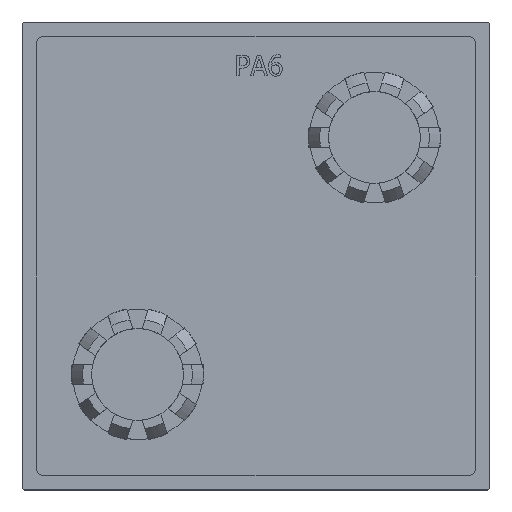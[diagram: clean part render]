
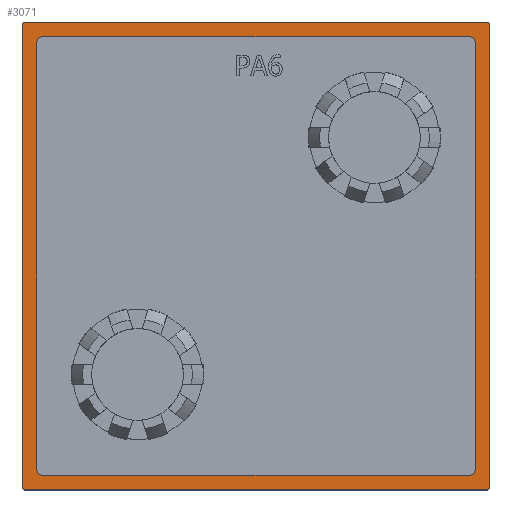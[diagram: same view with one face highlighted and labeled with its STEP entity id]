
A CAD part, top view. The second image highlights one B-rep face of the part: STEP entity #3071.
In plain terms, the highlighted planar face has unit normal (0, 0, 1).
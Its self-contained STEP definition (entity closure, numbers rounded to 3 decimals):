
#2795=CARTESIAN_POINT('',(-36.,37.,5.0));
#2796=VERTEX_POINT('',#2795);
#2797=CARTESIAN_POINT('',(36.,37.,5.0));
#2798=VERTEX_POINT('',#2797);
#2799=CARTESIAN_POINT('',(-36.0,37.,5.0));
#2800=DIRECTION('',(1.0,0.0,0.0));
#2801=VECTOR('',#2800,72.0);
#2802=LINE('',#2799,#2801);
#2803=EDGE_CURVE('',#2796,#2798,#2802,.T.);
#2826=CARTESIAN_POINT('',(37.,36.,5.0));
#2827=VERTEX_POINT('',#2826);
#2828=CARTESIAN_POINT('',(36.,36.,5.0));
#2829=DIRECTION('',(0.0,0.0,-1.0));
#2830=DIRECTION('',(-1.0,0.0,0.0));
#2831=AXIS2_PLACEMENT_3D('',#2828,#2829,#2830);
#2832=CIRCLE('',#2831,1.0);
#2833=EDGE_CURVE('',#2798,#2827,#2832,.T.);
#2851=CARTESIAN_POINT('',(37.,-36.,5.0));
#2852=VERTEX_POINT('',#2851);
#2853=CARTESIAN_POINT('',(37.,36.,5.0));
#2854=DIRECTION('',(0.0,-1.0,0.0));
#2855=VECTOR('',#2854,72.0);
#2856=LINE('',#2853,#2855);
#2857=EDGE_CURVE('',#2827,#2852,#2856,.T.);
#2875=CARTESIAN_POINT('',(36.,-37.,5.0));
#2876=VERTEX_POINT('',#2875);
#2877=CARTESIAN_POINT('',(36.0,-36.0,5.0));
#2878=DIRECTION('',(0.0,0.0,-1.0));
#2879=DIRECTION('',(0.0,1.0,0.0));
#2880=AXIS2_PLACEMENT_3D('',#2877,#2878,#2879);
#2881=CIRCLE('',#2880,1.);
#2882=EDGE_CURVE('',#2852,#2876,#2881,.T.);
#2900=CARTESIAN_POINT('',(-36.,-37.,5.0));
#2901=VERTEX_POINT('',#2900);
#2902=CARTESIAN_POINT('',(36.,-37.,5.0));
#2903=DIRECTION('',(-1.0,0.0,0.0));
#2904=VECTOR('',#2903,72.);
#2905=LINE('',#2902,#2904);
#2906=EDGE_CURVE('',#2876,#2901,#2905,.T.);
#2924=CARTESIAN_POINT('',(-37.,-36.,5.0));
#2925=VERTEX_POINT('',#2924);
#2926=CARTESIAN_POINT('',(-36.,-36.,5.0));
#2927=DIRECTION('',(0.0,0.0,-1.0));
#2928=DIRECTION('',(1.0,0.0,0.0));
#2929=AXIS2_PLACEMENT_3D('',#2926,#2927,#2928);
#2930=CIRCLE('',#2929,1.0);
#2931=EDGE_CURVE('',#2901,#2925,#2930,.T.);
#2949=CARTESIAN_POINT('',(-37.,36.,5.0));
#2950=VERTEX_POINT('',#2949);
#2951=CARTESIAN_POINT('',(-37.,-36.,5.0));
#2952=DIRECTION('',(0.0,1.0,0.0));
#2953=VECTOR('',#2952,72.);
#2954=LINE('',#2951,#2953);
#2955=EDGE_CURVE('',#2925,#2950,#2954,.T.);
#2973=CARTESIAN_POINT('',(-36.,36.,5.0));
#2974=DIRECTION('',(0.0,0.0,-1.0));
#2975=DIRECTION('',(0.0,-1.0,0.0));
#2976=AXIS2_PLACEMENT_3D('',#2973,#2974,#2975);
#2977=CIRCLE('',#2976,1.);
#2978=EDGE_CURVE('',#2950,#2796,#2977,.T.);
#2986=CARTESIAN_POINT('',(0.,0.,5.0));
#2987=DIRECTION('',(0.0,0.0,1.0));
#2988=DIRECTION('',(1.0,0.0,0.0));
#2989=AXIS2_PLACEMENT_3D('',#2986,#2987,#2988);
#2990=PLANE('',#2989);
#2991=CARTESIAN_POINT('',(39.0,-39.5,5.0));
#2992=VERTEX_POINT('',#2991);
#2993=CARTESIAN_POINT('',(-39.0,-39.5,5.0));
#2994=VERTEX_POINT('',#2993);
#2995=CARTESIAN_POINT('',(39.0,-39.5,5.0));
#2996=DIRECTION('',(-1.0,0.0,0.0));
#2997=VECTOR('',#2996,78.0);
#2998=LINE('',#2995,#2997);
#2999=EDGE_CURVE('',#2992,#2994,#2998,.T.);
#3000=ORIENTED_EDGE('',*,*,#2999,.F.);
#3001=CARTESIAN_POINT('',(39.5,-39.0,5.0));
#3002=VERTEX_POINT('',#3001);
#3003=CARTESIAN_POINT('',(39.0,-39.0,5.0));
#3004=DIRECTION('',(0.0,0.0,-1.0));
#3005=DIRECTION('',(0.0,-1.0,0.0));
#3006=AXIS2_PLACEMENT_3D('',#3003,#3004,#3005);
#3007=CIRCLE('',#3006,0.5);
#3008=EDGE_CURVE('',#3002,#2992,#3007,.T.);
#3009=ORIENTED_EDGE('',*,*,#3008,.F.);
#3010=CARTESIAN_POINT('',(39.5,39.,5.0));
#3011=VERTEX_POINT('',#3010);
#3012=CARTESIAN_POINT('',(39.5,39.,5.0));
#3013=DIRECTION('',(0.0,-1.0,0.0));
#3014=VECTOR('',#3013,78.);
#3015=LINE('',#3012,#3014);
#3016=EDGE_CURVE('',#3011,#3002,#3015,.T.);
#3017=ORIENTED_EDGE('',*,*,#3016,.F.);
#3018=CARTESIAN_POINT('',(39.0,39.5,5.0));
#3019=VERTEX_POINT('',#3018);
#3020=CARTESIAN_POINT('',(39.0,39.,5.0));
#3021=DIRECTION('',(0.0,0.0,-1.0));
#3022=DIRECTION('',(1.0,0.0,0.0));
#3023=AXIS2_PLACEMENT_3D('',#3020,#3021,#3022);
#3024=CIRCLE('',#3023,0.5);
#3025=EDGE_CURVE('',#3019,#3011,#3024,.T.);
#3026=ORIENTED_EDGE('',*,*,#3025,.F.);
#3027=CARTESIAN_POINT('',(-39.0,39.5,5.0));
#3028=VERTEX_POINT('',#3027);
#3029=CARTESIAN_POINT('',(-39.0,39.5,5.0));
#3030=DIRECTION('',(1.0,0.0,0.0));
#3031=VECTOR('',#3030,78.0);
#3032=LINE('',#3029,#3031);
#3033=EDGE_CURVE('',#3028,#3019,#3032,.T.);
#3034=ORIENTED_EDGE('',*,*,#3033,.F.);
#3035=CARTESIAN_POINT('',(-39.5,39.,5.0));
#3036=VERTEX_POINT('',#3035);
#3037=CARTESIAN_POINT('',(-39.0,39.,5.0));
#3038=DIRECTION('',(0.0,0.0,-1.0));
#3039=DIRECTION('',(0.0,1.0,0.0));
#3040=AXIS2_PLACEMENT_3D('',#3037,#3038,#3039);
#3041=CIRCLE('',#3040,0.5);
#3042=EDGE_CURVE('',#3036,#3028,#3041,.T.);
#3043=ORIENTED_EDGE('',*,*,#3042,.F.);
#3044=CARTESIAN_POINT('',(-39.5,-39.,5.0));
#3045=VERTEX_POINT('',#3044);
#3046=CARTESIAN_POINT('',(-39.5,-39.,5.0));
#3047=DIRECTION('',(0.0,1.0,0.0));
#3048=VECTOR('',#3047,78.);
#3049=LINE('',#3046,#3048);
#3050=EDGE_CURVE('',#3045,#3036,#3049,.T.);
#3051=ORIENTED_EDGE('',*,*,#3050,.F.);
#3052=CARTESIAN_POINT('',(-39.0,-39.,5.0));
#3053=DIRECTION('',(0.0,0.0,-1.0));
#3054=DIRECTION('',(-1.0,0.0,0.0));
#3055=AXIS2_PLACEMENT_3D('',#3052,#3053,#3054);
#3056=CIRCLE('',#3055,0.5);
#3057=EDGE_CURVE('',#2994,#3045,#3056,.T.);
#3058=ORIENTED_EDGE('',*,*,#3057,.F.);
#3059=EDGE_LOOP('',(#3000,#3009,#3017,#3026,#3034,#3043,#3051,#3058));
#3060=FACE_OUTER_BOUND('',#3059,.T.);
#3061=ORIENTED_EDGE('',*,*,#2803,.T.);
#3062=ORIENTED_EDGE('',*,*,#2833,.T.);
#3063=ORIENTED_EDGE('',*,*,#2857,.T.);
#3064=ORIENTED_EDGE('',*,*,#2882,.T.);
#3065=ORIENTED_EDGE('',*,*,#2906,.T.);
#3066=ORIENTED_EDGE('',*,*,#2931,.T.);
#3067=ORIENTED_EDGE('',*,*,#2955,.T.);
#3068=ORIENTED_EDGE('',*,*,#2978,.T.);
#3069=EDGE_LOOP('',(#3061,#3062,#3063,#3064,#3065,#3066,#3067,#3068));
#3070=FACE_BOUND('',#3069,.T.);
#3071=ADVANCED_FACE('',(#3060,#3070),#2990,.T.);
